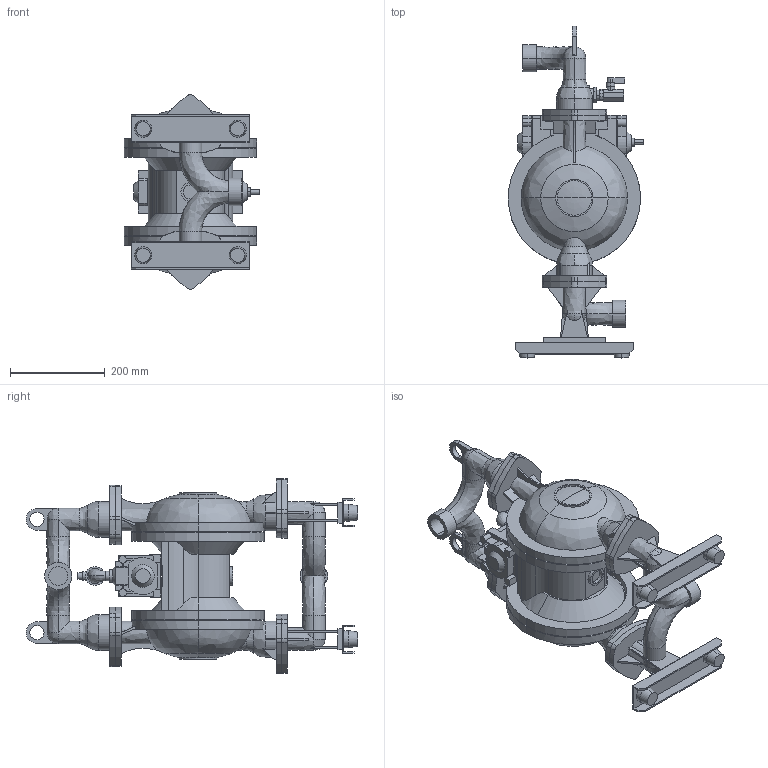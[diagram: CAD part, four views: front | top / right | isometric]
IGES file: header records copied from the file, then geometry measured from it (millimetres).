
Start section: SolidWorks IGES FILE using NURB representation for surfaces
Global section: file name: NDP-40 BS仩 NPT YA.IGS; native system: SolidWorks 2004 by SolidWorks Corporation; preprocessor: Version 5.3; author: user; date: 050818.172434; units: millimetre
Bounding box: 286.75 x 702.2 x 411.46 mm (x, y, z)
Volume: 17079052.7 mm3; surface area: 1096836.8 mm2
Topology: 1 solids, 1 shells, 689 faces, 1842 edges, 1202 vertices
Faces by surface type: bspline 689
